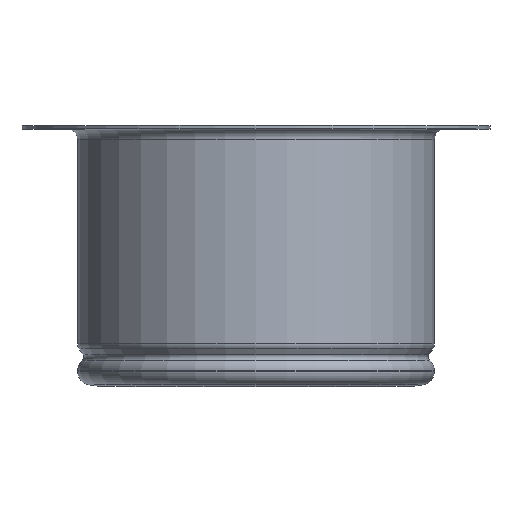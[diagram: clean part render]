
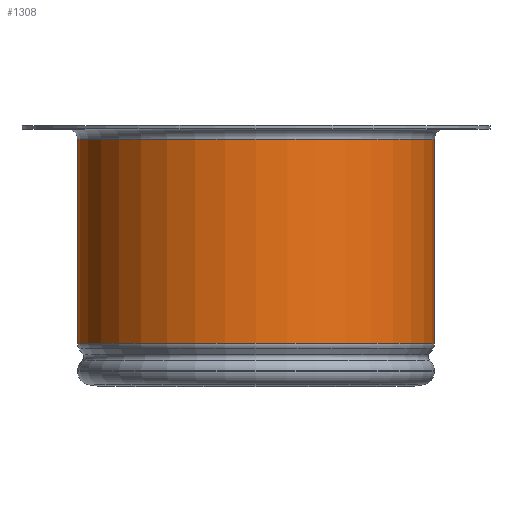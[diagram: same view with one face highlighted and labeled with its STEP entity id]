
A CAD part, top view. The second image highlights one B-rep face of the part: STEP entity #1308.
In plain terms, the highlighted cylindrical face has radius 43.485 mm (diameter 86.97 mm), a partial arc.
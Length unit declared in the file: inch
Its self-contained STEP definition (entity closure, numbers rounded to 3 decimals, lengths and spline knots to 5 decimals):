
#574=CARTESIAN_POINT('',(0.,2.336,0.));
#575=DIRECTION('',(0.,-1.,0.));
#576=DIRECTION('',(1.,0.,0.));
#577=AXIS2_PLACEMENT_3D('',#574,#575,#576);
#590=DIRECTION('',(0.,1.,0.));
#591=VECTOR('',#590,1.958);
#592=CARTESIAN_POINT('',(1.712,0.378,0.));
#593=LINE('',#592,#591);
#597=CARTESIAN_POINT('',(0.,0.378,0.));
#598=DIRECTION('',(0.,-1.,0.));
#599=DIRECTION('',(1.,0.,0.));
#600=AXIS2_PLACEMENT_3D('',#597,#598,#599);
#605=DIRECTION('',(0.,1.,0.));
#606=VECTOR('',#605,1.958);
#607=CARTESIAN_POINT('',(-1.712,0.378,0.));
#608=LINE('',#607,#606);
#822=CARTESIAN_POINT('',(1.712,0.378,0.));
#823=VERTEX_POINT('',#822);
#854=CARTESIAN_POINT('',(-1.712,0.378,0.));
#855=VERTEX_POINT('',#854);
#872=CARTESIAN_POINT('',(1.712,2.336,0.));
#873=VERTEX_POINT('',#872);
#884=CARTESIAN_POINT('',(-1.712,2.336,0.));
#885=VERTEX_POINT('',#884);
#1294=CARTESIAN_POINT('',(0.,-0.1234,0.));
#1295=DIRECTION('',(0.,1.,0.));
#1296=DIRECTION('',(1.,0.,0.));
#1297=AXIS2_PLACEMENT_3D('',#1294,#1295,#1296);
#1298=CYLINDRICAL_SURFACE('',#1297,1.712);
#1300=ORIENTED_EDGE('',*,*,#1299,.F.);
#1302=ORIENTED_EDGE('',*,*,#1301,.T.);
#1304=ORIENTED_EDGE('',*,*,#1303,.T.);
#1305=ORIENTED_EDGE('',*,*,#1287,.F.);
#1306=EDGE_LOOP('',(#1300,#1302,#1304,#1305));
#1307=FACE_OUTER_BOUND('',#1306,.F.);
#578=CIRCLE('',#577,1.712);
#601=CIRCLE('',#600,1.712);
#1287=EDGE_CURVE('',#873,#885,#578,.T.);
#1299=EDGE_CURVE('',#823,#873,#593,.T.);
#1301=EDGE_CURVE('',#823,#855,#601,.T.);
#1303=EDGE_CURVE('',#855,#885,#608,.T.);
#1308=ADVANCED_FACE('',(#1307),#1298,.T.);
